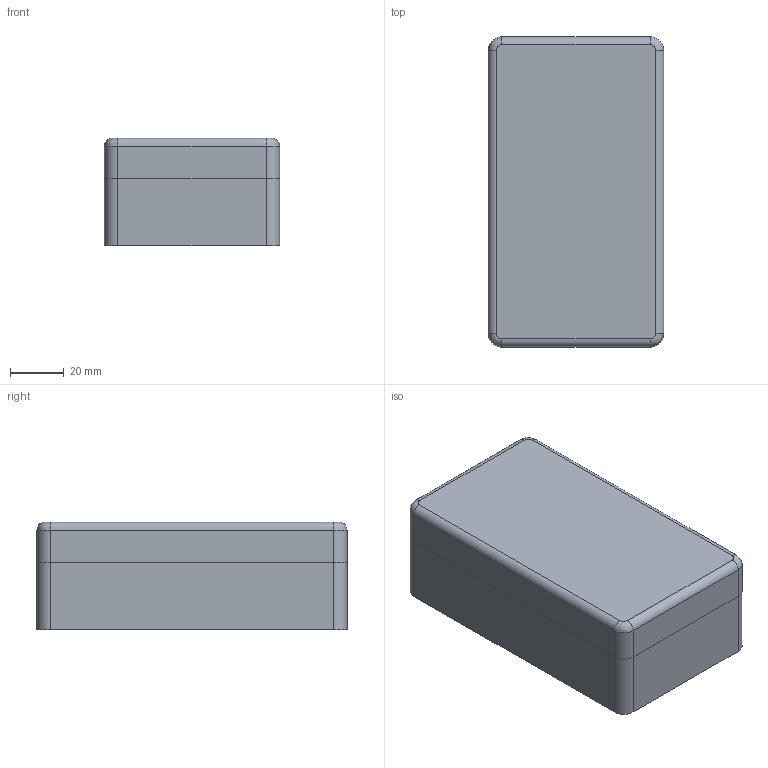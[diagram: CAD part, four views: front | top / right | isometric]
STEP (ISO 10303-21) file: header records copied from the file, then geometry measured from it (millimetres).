
FILE_DESCRIPTION(/* description */ (''),/* implementation_level */ '2;1');
FILE_NAME(/* name */ 'G203C assembly v2.step',/* time_stamp */ '2021-01-07T16:10:44+07:00',/* author */ (''),/* organization */ (''),/* preprocessor_version */ 'ST-DEVELOPER v18.1',/* originating_system */ 'Autodesk Translation Framework v9.7.1.1290',/* authorisation */ '');
FILE_SCHEMA (('AUTOMOTIVE_DESIGN { 1 0 10303 214 3 1 1 }'));
Length unit declared in the file: millimetre
Products named in the file (3): G203C assembly; G203C bottom; G203C top
Assembly tree (2 placements, depth 2):
  G203C assembly
    G203C bottom
    G203C top
Bounding box: 65 x 115 x 40 mm (x, y, z)
Volume: 91229.2 mm3; surface area: 55111 mm2
Topology: 2 solids, 2 shells, 78 faces, 184 edges, 120 vertices
Faces by surface type: plane 38, cylinder 36, bspline 4
Full cylindrical faces by diameter (mm): 3.5 x4, 8 x4
Entity records: 2377 total; most frequent: DIRECTION 420, CARTESIAN_POINT 420, ORIENTED_EDGE 368, EDGE_CURVE 184, AXIS2_PLACEMENT_3D 156, VERTEX_POINT 120, LINE 108, VECTOR 108
